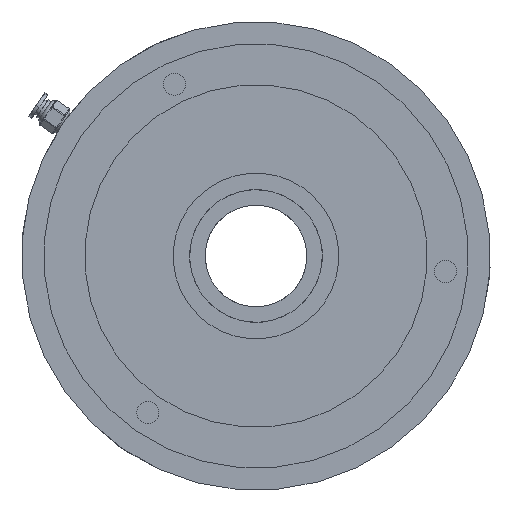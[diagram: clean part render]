
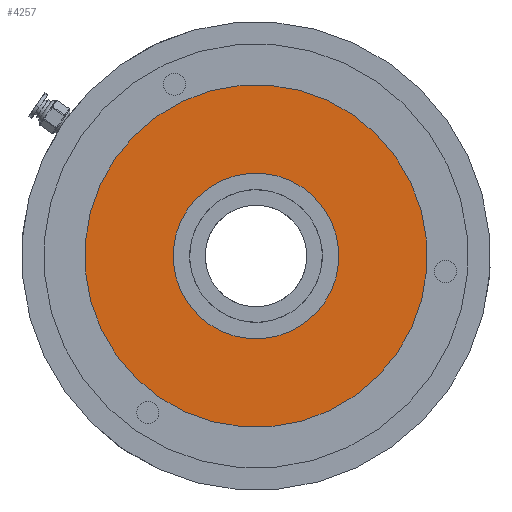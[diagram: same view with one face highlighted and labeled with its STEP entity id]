
A CAD part, front view. The second image highlights one B-rep face of the part: STEP entity #4257.
In plain terms, the highlighted planar face has unit normal (0, -1, 0).
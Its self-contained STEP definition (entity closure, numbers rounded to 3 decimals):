
#83 = EDGE_LOOP ( 'NONE', ( #9107, #6884 ) ) ;
#815 = CIRCLE ( 'NONE', #4818, 37.5 ) ;
#1177 = AXIS2_PLACEMENT_3D ( 'NONE', #4157, #8561, #4266 ) ;
#1210 = CIRCLE ( 'NONE', #9174, 77.5 ) ;
#1351 = CARTESIAN_POINT ( 'NONE',  ( 29.565, -37.3, 0. ) ) ;
#1855 = DIRECTION ( 'NONE',  ( 0., -1., 0. ) ) ;
#1964 = CARTESIAN_POINT ( 'NONE',  ( 13.504, -37.3, 33.886 ) ) ;
#2214 = DIRECTION ( 'NONE',  ( 0., -1., 0. ) ) ;
#2577 = EDGE_CURVE ( 'NONE', #7915, #5707, #4048, .T. ) ;
#2890 = ORIENTED_EDGE ( 'NONE', *, *, #10936, .F. ) ;
#2936 = CARTESIAN_POINT ( 'NONE',  ( -3.628, -37.3, 70.032 ) ) ;
#3792 = DIRECTION ( 'NONE',  ( 0.428, 0., -0.904 ) ) ;
#4048 = CIRCLE ( 'NONE', #8014, 77.5 ) ;
#4128 = VERTEX_POINT ( 'NONE', #1964 ) ;
#4157 = CARTESIAN_POINT ( 'NONE',  ( -4.322, -37.3, -16.061 ) ) ;
#4257 = ADVANCED_FACE ( 'NONE', ( #10436, #4324 ), #5115, .F. ) ;
#4266 = DIRECTION ( 'NONE',  ( 0.904, 0., 0.428 ) ) ;
#4289 = DIRECTION ( 'NONE',  ( 0.428, 0., -0.904 ) ) ;
#4324 = FACE_OUTER_BOUND ( 'NONE', #83, .T. ) ;
#4658 = CIRCLE ( 'NONE', #9519, 37.5 ) ;
#4818 = AXIS2_PLACEMENT_3D ( 'NONE', #10814, #10636, #7292 ) ;
#4877 = CARTESIAN_POINT ( 'NONE',  ( 62.758, -37.3, -70.032 ) ) ;
#5115 = PLANE ( 'NONE',  #1177 ) ;
#5677 = EDGE_LOOP ( 'NONE', ( #2890, #9624 ) ) ;
#5707 = VERTEX_POINT ( 'NONE', #4877 ) ;
#6285 = EDGE_CURVE ( 'NONE', #4128, #8087, #4658, .T. ) ;
#6506 = CARTESIAN_POINT ( 'NONE',  ( 29.565, -37.3, 0. ) ) ;
#6814 = EDGE_CURVE ( 'NONE', #5707, #7915, #1210, .T. ) ;
#6884 = ORIENTED_EDGE ( 'NONE', *, *, #2577, .T. ) ;
#7292 = DIRECTION ( 'NONE',  ( 0.428, 0., -0.904 ) ) ;
#7353 = DIRECTION ( 'NONE',  ( 0.428, 0., -0.904 ) ) ;
#7915 = VERTEX_POINT ( 'NONE', #2936 ) ;
#8014 = AXIS2_PLACEMENT_3D ( 'NONE', #6506, #8939, #3792 ) ;
#8087 = VERTEX_POINT ( 'NONE', #10401 ) ;
#8561 = DIRECTION ( 'NONE',  ( 0., 1., 0. ) ) ;
#8939 = DIRECTION ( 'NONE',  ( 0., -1., 0. ) ) ;
#9107 = ORIENTED_EDGE ( 'NONE', *, *, #6814, .T. ) ;
#9174 = AXIS2_PLACEMENT_3D ( 'NONE', #1351, #2214, #7353 ) ;
#9519 = AXIS2_PLACEMENT_3D ( 'NONE', #9604, #1855, #4289 ) ;
#9604 = CARTESIAN_POINT ( 'NONE',  ( 29.565, -37.3, 0. ) ) ;
#9624 = ORIENTED_EDGE ( 'NONE', *, *, #6285, .F. ) ;
#10401 = CARTESIAN_POINT ( 'NONE',  ( 45.626, -37.3, -33.886 ) ) ;
#10436 = FACE_BOUND ( 'NONE', #5677, .T. ) ;
#10636 = DIRECTION ( 'NONE',  ( 0., -1., 0. ) ) ;
#10814 = CARTESIAN_POINT ( 'NONE',  ( 29.565, -37.3, 0. ) ) ;
#10936 = EDGE_CURVE ( 'NONE', #8087, #4128, #815, .T. ) ;
